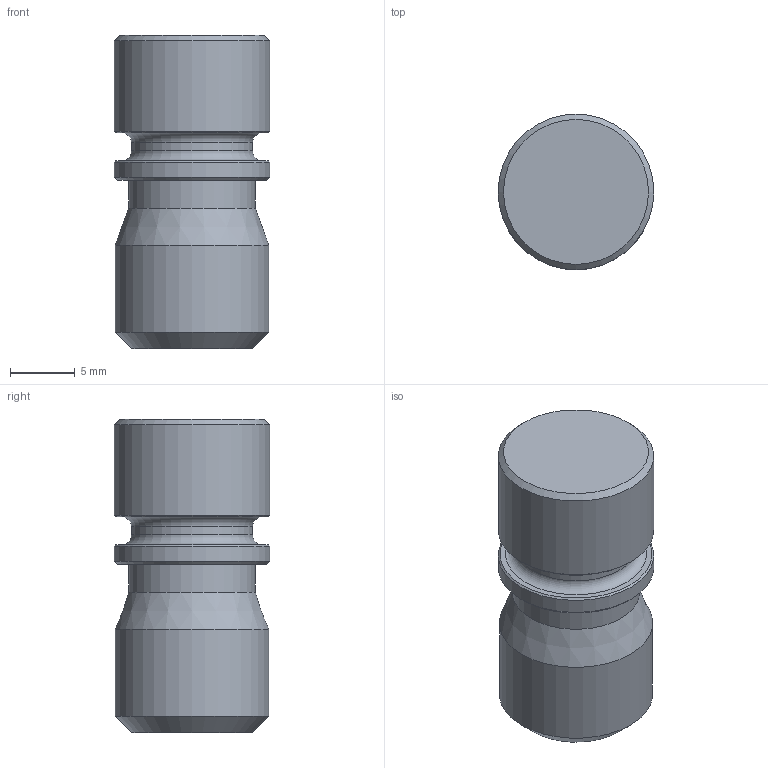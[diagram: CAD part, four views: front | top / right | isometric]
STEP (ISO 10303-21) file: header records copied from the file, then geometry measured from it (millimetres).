
FILE_DESCRIPTION(/* description */ (''),/* implementation_level */ '2;1');
FILE_NAME(/* name */ 'S2029 Round Pin.step',/* time_stamp */ '2025-04-28T10:24:49-04:00',/* author */ (''),/* organization */ (''),/* preprocessor_version */ 'ST-DEVELOPER v20.1',/* originating_system */ 'Autodesk Translation Framework v14.4.0.0',/* authorisation */ '');
FILE_SCHEMA (('AUTOMOTIVE_DESIGN { 1 0 10303 214 3 1 1 }'));
Length unit declared in the file: inch
Products named in the file (1): Round Pin
Bounding box: 12 x 12 x 24.13 mm (x, y, z)
Volume: 2439 mm3; surface area: 1149.8 mm2
Topology: 1 solids, 1 shells, 18 faces, 32 edges, 19 vertices
Faces by surface type: cone 6, cylinder 5, plane 5, torus 2
Full cylindrical faces by diameter (mm): 9.322 x1, 9.75 x1, 11.834 x1, 12 x2
Entity records: 483 total; most frequent: DIRECTION 91, CARTESIAN_POINT 70, ORIENTED_EDGE 64, AXIS2_PLACEMENT_3D 40, EDGE_CURVE 32, EDGE_LOOP 21, CIRCLE 21, VERTEX_POINT 19
